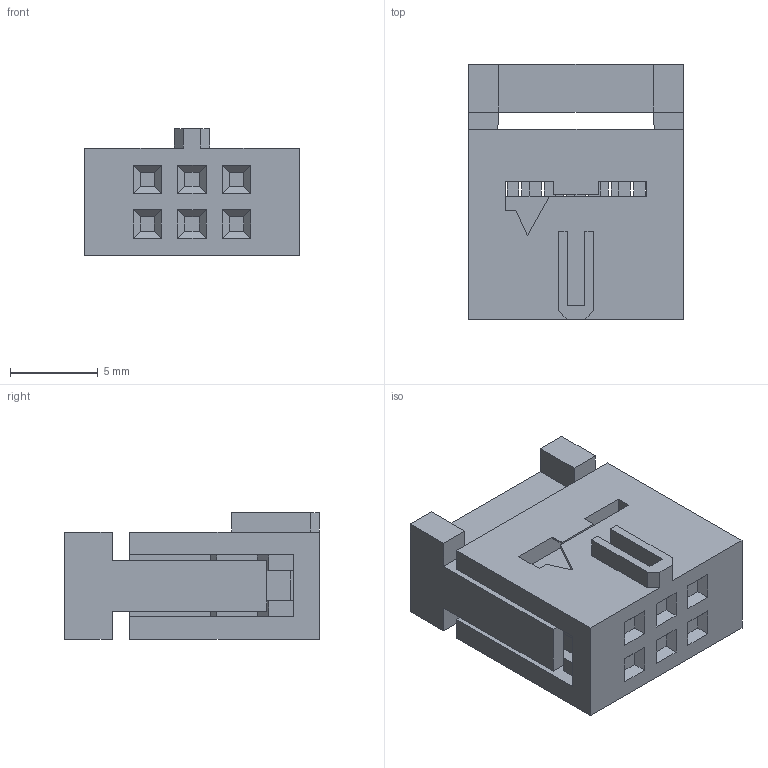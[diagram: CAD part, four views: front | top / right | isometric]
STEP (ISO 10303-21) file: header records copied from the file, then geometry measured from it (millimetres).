
FILE_DESCRIPTION(/* description */ (''),/* implementation_level */ '2;1');
FILE_NAME(/* name */ '100141390ugm000_b.stp',/* time_stamp */ '2016-11-24T13:59:17+01:00',/* author */ (''),/* organization */ (''),/* preprocessor_version */ 'ST-DEVELOPER v16',/* originating_system */ 'SIEMENS PLM Software NX 10.0',/* authorisation */ '');
FILE_SCHEMA (('AUTOMOTIVE_DESIGN { 1 0 10303 214 3 1 1 1 }'));
Length unit declared in the file: millimetre
Products named in the file (1): 100141390ugm000_b
Bounding box: 12.2 x 14.5 x 7.2 mm (x, y, z)
Volume: 836 mm3; surface area: 1100 mm2
Topology: 1 solids, 1 shells, 200 faces, 567 edges, 368 vertices
Faces by surface type: plane 198, cylinder 2
Entity records: 6768 total; most frequent: CARTESIAN_POINT 1172, ORIENTED_EDGE 1134, DIRECTION 961, EDGE_CURVE 567, LINE 551, VECTOR 551, VERTEX_POINT 368, EDGE_LOOP 235
